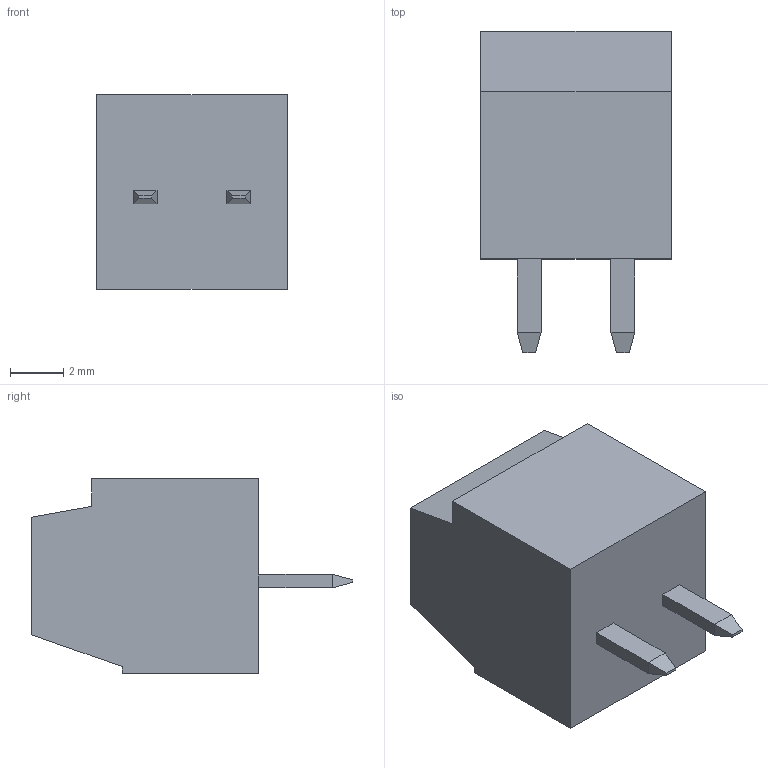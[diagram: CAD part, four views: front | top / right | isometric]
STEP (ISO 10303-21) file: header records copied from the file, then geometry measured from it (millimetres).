
FILE_DESCRIPTION(('STEP AP242'),'1');
FILE_NAME('0393570002.stp','2024-10-19T11:11:02',('TraceParts'),('TraceParts S.A.'),'Spatial InterOp 3D',' ',' ');
FILE_SCHEMA(('AP242_MANAGED_MODEL_BASED_3D_ENGINEERING_MIM_LF {1 0 10303 442 1 1 4}'));
Length unit declared in the file: millimetre
Products named in the file (1): 0393570002_1
Bounding box: 7.11 x 12.01 x 7.29 mm (x, y, z)
Volume: 355.5 mm3; surface area: 436.4 mm2
Topology: 1 solids, 1 shells, 72 faces, 174 edges, 116 vertices
Faces by surface type: plane 56, cylinder 8, cone 8
Entity records: 2080 total; most frequent: DIRECTION 358, CARTESIAN_POINT 352, ORIENTED_EDGE 336, EDGE_CURVE 168, LINE 138, VECTOR 138, AXIS2_PLACEMENT_3D 110, VERTEX_POINT 104
